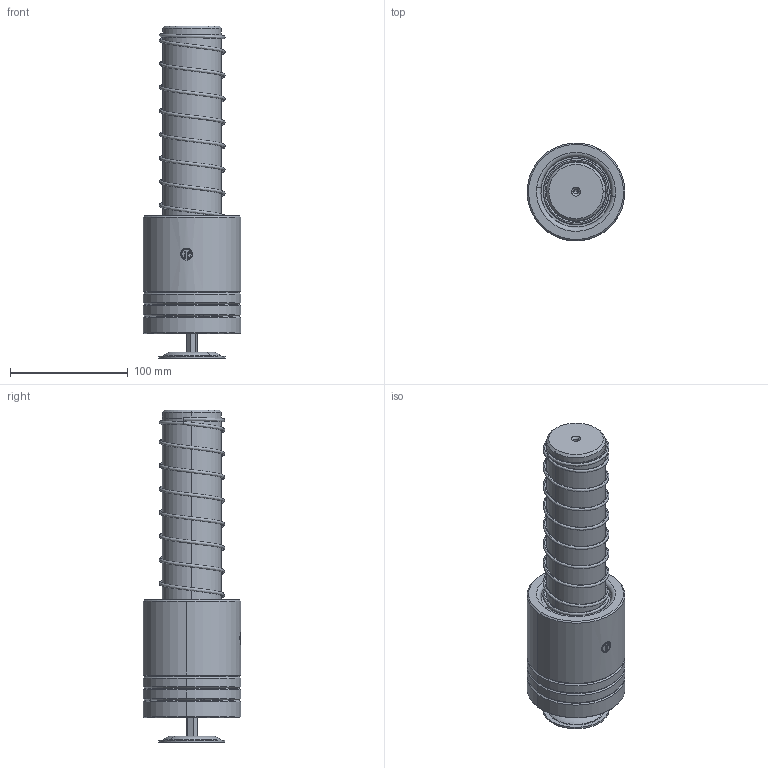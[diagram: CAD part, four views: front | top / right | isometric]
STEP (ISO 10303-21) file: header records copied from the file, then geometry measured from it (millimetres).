
FILE_DESCRIPTION (( 'STEP AP214' ), '1' );
FILE_NAME ('LMSH LMJH-D50-L260(BL-100).STEP', '2021-08-13T01:38:42', ( '' ), ( '' ), 'SwSTEP 2.0', 'SolidWorks 2016', '' );
FILE_SCHEMA (( 'AUTOMOTIVE_DESIGN' ));
Length unit declared in the file: millimetre
Products named in the file (263): GTM-3-縐种; BALL-D5; TBB-D83-d60-L100; LMSH LMJH-D50-L260(BL-100); GTM-56郪蚾; GTM-56; HWP-D55.7-50.5-L150; BSH-D59.5-50.5-L90郪蚾; BSH-59.5-50.5-L90; GTM-M16蹟簽 -; DSPM-D50-L260
Assembly tree (256 placements, depth 3):
  GTM-3-縐种
  BALL-D5
  BALL-D5
  BALL-D5
  BALL-D5
Bounding box: 82.84 x 82.92 x 281.52 mm (x, y, z)
Volume: 838829.6 mm3; surface area: 185792.7 mm2
Topology: 249 solids, 249 shells, 1135 faces, 4773 edges, 3173 vertices
Faces by surface type: sphere 968, cylinder 50, plane 40, cone 34, torus 22, bspline 21
Entity records: 51911 total; most frequent: CARTESIAN_POINT 30483, ORIENTED_EDGE 3712, DIRECTION 3227, EDGE_CURVE 1856, AXIS2_PLACEMENT_3D 1539, VERTEX_POINT 1217, EDGE_LOOP 1143, B_SPLINE_CURVE_WITH_KNOTS 1044
